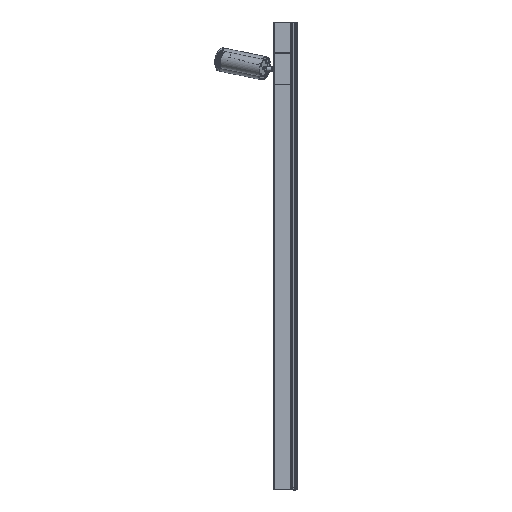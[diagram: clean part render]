
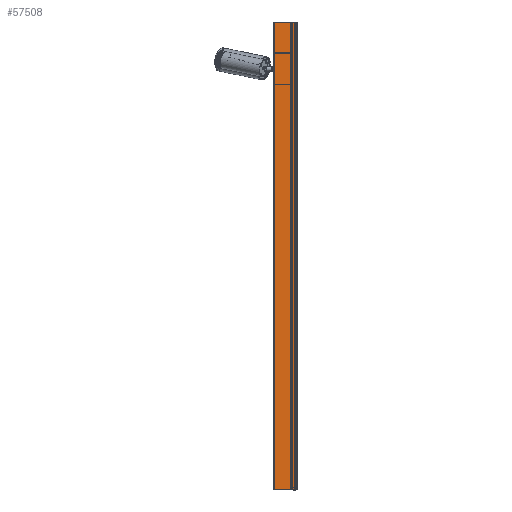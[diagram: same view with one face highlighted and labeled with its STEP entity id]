
A CAD part, left-side view. The second image highlights one B-rep face of the part: STEP entity #57508.
In plain terms, the highlighted planar face has unit normal (-1, 0, 0).
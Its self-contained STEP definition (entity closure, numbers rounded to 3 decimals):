
#2205 = CARTESIAN_POINT ( 'NONE',  ( -19.75, 66.4, 0. ) ) ;
#3746 = VERTEX_POINT ( 'NONE', #35400 ) ;
#3998 = EDGE_CURVE ( 'NONE', #13507, #45247, #35197, .T. ) ;
#4349 = EDGE_CURVE ( 'NONE', #45247, #36191, #24570, .T. ) ;
#7475 = LINE ( 'NONE', #48781, #29491 ) ;
#8832 = CARTESIAN_POINT ( 'NONE',  ( -19.75, 0., 1500. ) ) ;
#10174 = ORIENTED_EDGE ( 'NONE', *, *, #15549, .F. ) ;
#13507 = VERTEX_POINT ( 'NONE', #35580 ) ;
#15046 = DIRECTION ( 'NONE',  ( 0., 0., -1. ) ) ;
#15434 = VECTOR ( 'NONE', #15046, 1000. ) ;
#15549 = EDGE_CURVE ( 'NONE', #3746, #36191, #7475, .T. ) ;
#15697 = ORIENTED_EDGE ( 'NONE', *, *, #4349, .T. ) ;
#16220 = VECTOR ( 'NONE', #25205, 1000. ) ;
#16863 = ORIENTED_EDGE ( 'NONE', *, *, #3998, .T. ) ;
#17954 = CARTESIAN_POINT ( 'NONE',  ( -19.75, 0., 1500. ) ) ;
#19088 = CARTESIAN_POINT ( 'NONE',  ( -19.75, 66.4, 1500. ) ) ;
#22804 = EDGE_LOOP ( 'NONE', ( #15697, #10174, #41810, #16863 ) ) ;
#23514 = PLANE ( 'NONE',  #24603 ) ;
#23920 = DIRECTION ( 'NONE',  ( 0., 0., -1. ) ) ;
#24570 = LINE ( 'NONE', #59537, #16220 ) ;
#24603 = AXIS2_PLACEMENT_3D ( 'NONE', #8832, #53317, #23920 ) ;
#25205 = DIRECTION ( 'NONE',  ( 0., -1., 0. ) ) ;
#29491 = VECTOR ( 'NONE', #48576, 1000. ) ;
#35197 = LINE ( 'NONE', #19088, #15434 ) ;
#35400 = CARTESIAN_POINT ( 'NONE',  ( -19.75, -10.4, 1500. ) ) ;
#35580 = CARTESIAN_POINT ( 'NONE',  ( -19.75, 66.4, 1500. ) ) ;
#36191 = VERTEX_POINT ( 'NONE', #62908 ) ;
#41403 = DIRECTION ( 'NONE',  ( 0., -1., 0. ) ) ;
#41810 = ORIENTED_EDGE ( 'NONE', *, *, #61857, .F. ) ;
#43658 = VECTOR ( 'NONE', #41403, 1000. ) ;
#45247 = VERTEX_POINT ( 'NONE', #2205 ) ;
#48576 = DIRECTION ( 'NONE',  ( 0., 0., -1. ) ) ;
#48781 = CARTESIAN_POINT ( 'NONE',  ( -19.75, -10.4, 1500. ) ) ;
#50474 = LINE ( 'NONE', #17954, #43658 ) ;
#53317 = DIRECTION ( 'NONE',  ( 1., 0., 0. ) ) ;
#56803 = FACE_OUTER_BOUND ( 'NONE', #22804, .T. ) ;
#57508 = ADVANCED_FACE ( 'NONE', ( #56803 ), #23514, .F. ) ;
#59537 = CARTESIAN_POINT ( 'NONE',  ( -19.75, 0., 0. ) ) ;
#61857 = EDGE_CURVE ( 'NONE', #13507, #3746, #50474, .T. ) ;
#62908 = CARTESIAN_POINT ( 'NONE',  ( -19.75, -10.4, 0. ) ) ;
